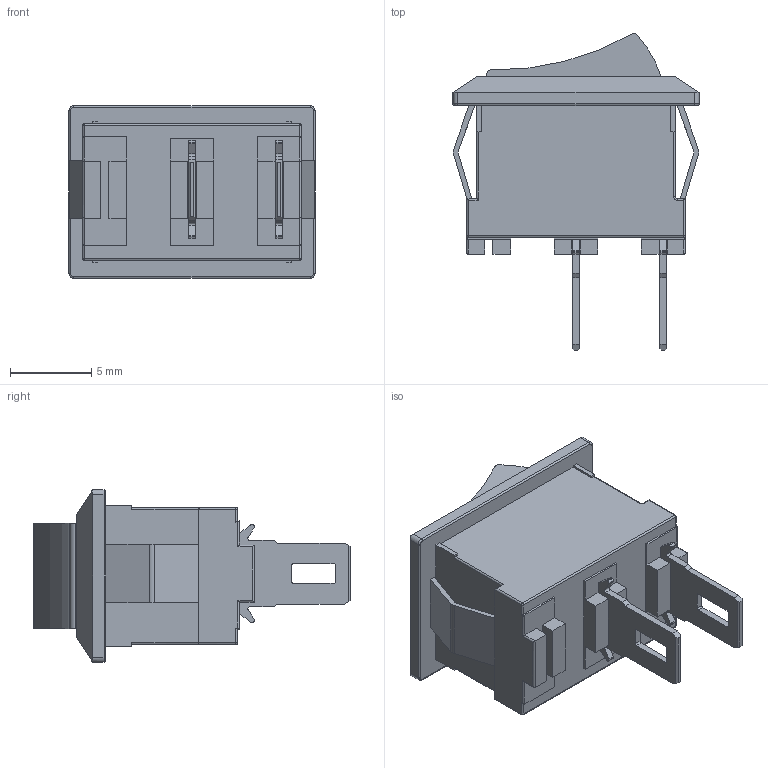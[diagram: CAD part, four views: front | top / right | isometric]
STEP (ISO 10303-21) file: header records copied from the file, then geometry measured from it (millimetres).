
FILE_DESCRIPTION(/* description */ (''),/* implementation_level */ '2;1');
FILE_NAME(/* name */ 'Switch 15x11mm.stp',/* time_stamp */ '2018-09-10T13:55:18+02:00',/* author */ ('gabri'),/* organization */ (''),/* preprocessor_version */ 'ST-DEVELOPER v17',/* originating_system */ 'Autodesk Inventor 2019',/* authorisation */ '');
FILE_SCHEMA (('AUTOMOTIVE_DESIGN { 1 0 10303 214 3 1 1 }'));
Length unit declared in the file: millimetre
Products named in the file (1): Switch 15x11mm
Bounding box: 15.1 x 19.44 x 10.6 mm (x, y, z)
Volume: 870.8 mm3; surface area: 1505.8 mm2
Topology: 4 solids, 4 shells, 224 faces, 595 edges, 380 vertices
Faces by surface type: plane 140, cylinder 74, torus 6, sphere 4
Entity records: 6941 total; most frequent: CARTESIAN_POINT 1200, ORIENTED_EDGE 1190, DIRECTION 1181, EDGE_CURVE 595, LINE 459, VECTOR 459, VERTEX_POINT 380, AXIS2_PLACEMENT_3D 361
